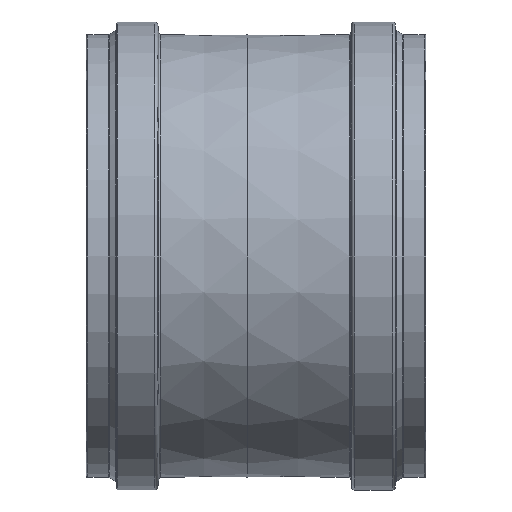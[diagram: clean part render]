
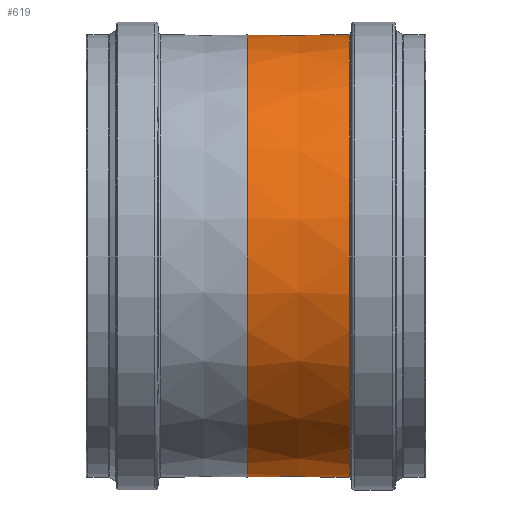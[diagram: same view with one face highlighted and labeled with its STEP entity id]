
A CAD part, left-side view. The second image highlights one B-rep face of the part: STEP entity #619.
In plain terms, the highlighted conical face has half-angle 0.388 degrees and reference radius 267.147 mm.
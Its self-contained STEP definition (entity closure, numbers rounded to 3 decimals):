
#54=CONICAL_SURFACE('',#684,267.147,0.388);
#77=FACE_BOUND('',#198,.T.);
#136=FACE_OUTER_BOUND('',#197,.T.);
#197=EDGE_LOOP('',(#492));
#198=EDGE_LOOP('',(#493));
#313=CIRCLE('',#683,266.73);
#314=CIRCLE('',#685,267.564);
#372=VERTEX_POINT('',#1054);
#373=VERTEX_POINT('',#1057);
#431=EDGE_CURVE('',#372,#372,#313,.T.);
#432=EDGE_CURVE('',#373,#373,#314,.T.);
#492=ORIENTED_EDGE('',*,*,#432,.F.);
#493=ORIENTED_EDGE('',*,*,#431,.T.);
#619=ADVANCED_FACE('',(#136,#77),#54,.T.);
#683=AXIS2_PLACEMENT_3D('',#1055,#811,#812);
#684=AXIS2_PLACEMENT_3D('',#1056,#813,#814);
#685=AXIS2_PLACEMENT_3D('',#1058,#815,#816);
#811=DIRECTION('center_axis',(0.,-1.,0.));
#812=DIRECTION('ref_axis',(1.,0.,0.));
#813=DIRECTION('center_axis',(0.,-1.,0.));
#814=DIRECTION('ref_axis',(1.,0.,0.));
#815=DIRECTION('center_axis',(0.,-1.,0.));
#816=DIRECTION('ref_axis',(1.,0.,0.));
#1054=CARTESIAN_POINT('',(391.84,331.119,0.));
#1055=CARTESIAN_POINT('Origin',(125.11,331.119,0.));
#1056=CARTESIAN_POINT('Origin',(125.11,269.571,0.));
#1057=CARTESIAN_POINT('',(392.675,208.024,0.));
#1058=CARTESIAN_POINT('Origin',(125.11,208.024,0.));
